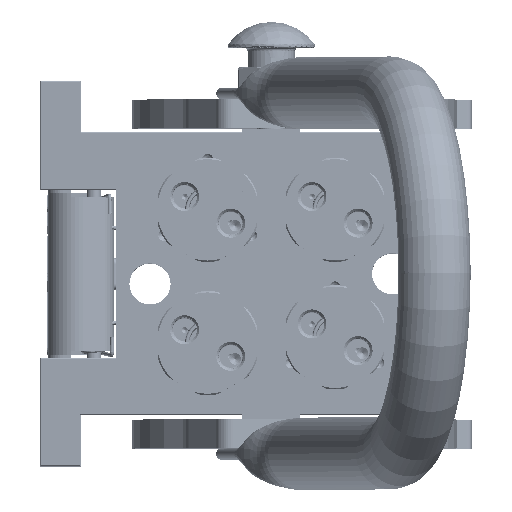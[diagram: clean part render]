
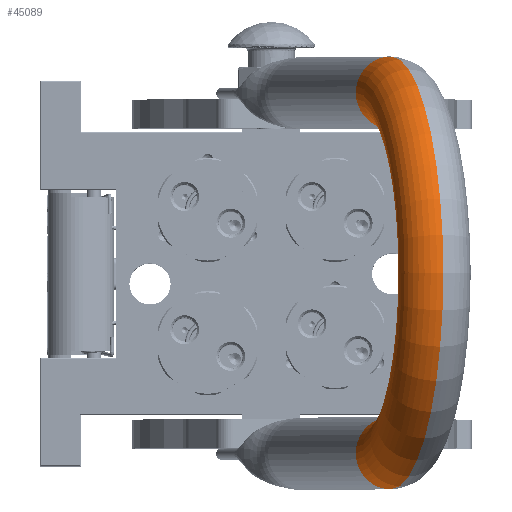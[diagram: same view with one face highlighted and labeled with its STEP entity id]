
A CAD part, top view. The second image highlights one B-rep face of the part: STEP entity #45089.
In plain terms, the highlighted toroidal (fillet/blend) face has major radius 62.25 mm and minor radius 12.5 mm.
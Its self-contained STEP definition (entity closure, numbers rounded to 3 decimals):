
#3079 = CIRCLE ( 'NONE', #25686, 12.5 ) ;
#7777 = ORIENTED_EDGE ( 'NONE', *, *, #27838, .F. ) ;
#11754 = DIRECTION ( 'NONE',  ( 0., 1., 0. ) ) ;
#20216 = VERTEX_POINT ( 'NONE', #91330 ) ;
#23682 = CARTESIAN_POINT ( 'NONE',  ( -62.25, 0., 125.25 ) ) ;
#25686 = AXIS2_PLACEMENT_3D ( 'NONE', #23682, #95280, #86315 ) ;
#27838 = EDGE_CURVE ( 'NONE', #20216, #94913, #56724, .T. ) ;
#29501 = ORIENTED_EDGE ( 'NONE', *, *, #65359, .T. ) ;
#32642 = ORIENTED_EDGE ( 'NONE', *, *, #128327, .T. ) ;
#39295 = DIRECTION ( 'NONE',  ( -1., 0., 0. ) ) ;
#45089 = ADVANCED_FACE ( 'NONE', ( #112184 ), #57865, .T. ) ;
#56072 = AXIS2_PLACEMENT_3D ( 'NONE', #71273, #11754, #61482 ) ;
#56724 = CIRCLE ( 'NONE', #62632, 12.5 ) ;
#56884 = DIRECTION ( 'NONE',  ( 1., 0., 0. ) ) ;
#57865 = TOROIDAL_SURFACE ( 'NONE', #99227, 62.25, 12.5 ) ;
#61482 = DIRECTION ( 'NONE',  ( -1., 0., 0. ) ) ;
#62632 = AXIS2_PLACEMENT_3D ( 'NONE', #127425, #127867, #106804 ) ;
#65359 = EDGE_CURVE ( 'NONE', #104963, #94913, #82712, .T. ) ;
#68395 = CARTESIAN_POINT ( 'NONE',  ( 0., 0., 125.25 ) ) ;
#71273 = CARTESIAN_POINT ( 'NONE',  ( 0., 0., 125.25 ) ) ;
#81344 = EDGE_LOOP ( 'NONE', ( #29501, #7777, #106877, #32642 ) ) ;
#81723 = CARTESIAN_POINT ( 'NONE',  ( 0., 0., 125.25 ) ) ;
#82712 = CIRCLE ( 'NONE', #124648, 74.75 ) ;
#86315 = DIRECTION ( 'NONE',  ( 1., 0., 0. ) ) ;
#87671 = VERTEX_POINT ( 'NONE', #128923 ) ;
#88548 = DIRECTION ( 'NONE',  ( 0., 1., 0. ) ) ;
#91330 = CARTESIAN_POINT ( 'NONE',  ( 49.75, 0., 125.25 ) ) ;
#92070 = DIRECTION ( 'NONE',  ( 0., 1., 0. ) ) ;
#94718 = EDGE_CURVE ( 'NONE', #87671, #20216, #114775, .T. ) ;
#94913 = VERTEX_POINT ( 'NONE', #106139 ) ;
#95280 = DIRECTION ( 'NONE',  ( 0., 0., 1. ) ) ;
#99227 = AXIS2_PLACEMENT_3D ( 'NONE', #68395, #88548, #56884 ) ;
#104963 = VERTEX_POINT ( 'NONE', #111081 ) ;
#106139 = CARTESIAN_POINT ( 'NONE',  ( 74.75, 0., 125.25 ) ) ;
#106804 = DIRECTION ( 'NONE',  ( -1., 0., 0. ) ) ;
#106877 = ORIENTED_EDGE ( 'NONE', *, *, #94718, .F. ) ;
#111081 = CARTESIAN_POINT ( 'NONE',  ( -74.75, 0., 125.25 ) ) ;
#112184 = FACE_OUTER_BOUND ( 'NONE', #81344, .T. ) ;
#114775 = CIRCLE ( 'NONE', #56072, 49.75 ) ;
#124648 = AXIS2_PLACEMENT_3D ( 'NONE', #81723, #92070, #39295 ) ;
#127425 = CARTESIAN_POINT ( 'NONE',  ( 62.25, 0., 125.25 ) ) ;
#127867 = DIRECTION ( 'NONE',  ( 0., 0., -1. ) ) ;
#128327 = EDGE_CURVE ( 'NONE', #87671, #104963, #3079, .T. ) ;
#128923 = CARTESIAN_POINT ( 'NONE',  ( -49.75, 0., 125.25 ) ) ;
